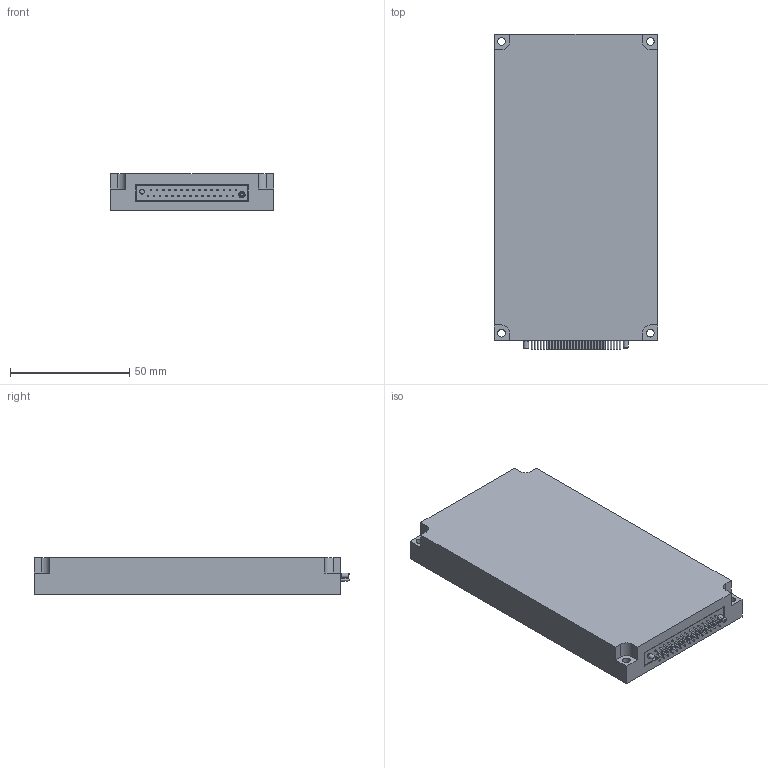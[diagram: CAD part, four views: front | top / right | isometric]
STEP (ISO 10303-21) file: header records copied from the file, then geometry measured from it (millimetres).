
FILE_DESCRIPTION(/* description */ ('Unknown'),/* implementation_level */ '2;1');
FILE_NAME(/* name */ 'M8053001',/* time_stamp */ '2020-03-20T14:51:05-04:00',/* author */ ('Unknown'),/* organization */ ('Unknown'),/* preprocessor_version */ 'ST-DEVELOPER v16.7',/* originating_system */ 'DEX',/* authorisation */ $);
FILE_SCHEMA (('CONFIG_CONTROL_DESIGN'));
Length unit declared in the file: millimetre
Products named in the file (3): M8053001; MAIN BODY; WTB30P SHORT
Assembly tree (2 placements, depth 2):
  M8053001
    MAIN BODY
    WTB30P SHORT
Bounding box: 68.58 x 132.42 x 15.5 mm (x, y, z)
Volume: 135598 mm3; surface area: 27204.3 mm2
Topology: 2 solids, 2 shells, 191 faces, 394 edges, 259 vertices
Faces by surface type: plane 116, cylinder 74, torus 1
Full cylindrical faces by diameter (mm): 0.635 x60, 1.883 x1, 2.083 x4, 2.683 x1, 3.2 x4
Entity records: 5624 total; most frequent: DIRECTION 842, CARTESIAN_POINT 706, ORIENTED_EDGE 576, AXIS2_PLACEMENT_3D 360, EDGE_LOOP 322, FACE_BOUND 322, EDGE_CURVE 288, VERTEX_POINT 224
